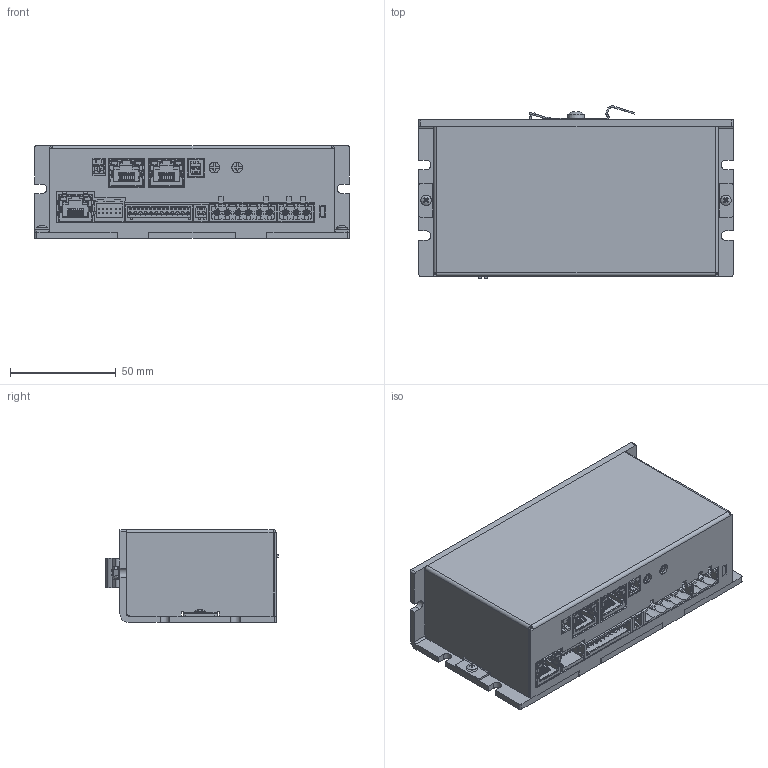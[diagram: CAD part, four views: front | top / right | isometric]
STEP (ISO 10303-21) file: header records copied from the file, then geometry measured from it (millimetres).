
FILE_DESCRIPTION(/* description */ (''),/* implementation_level */ '2;1');
FILE_NAME(/* name */ 'D-00003686.stp',/* time_stamp */ '2020-06-03T14:48:30+02:00',/* author */ ('angelika.schneid'),/* organization */ (''),/* preprocessor_version */ 'ST-DEVELOPER v17.2',/* originating_system */ 'Autodesk Inventor 2019',/* authorisation */ '');
FILE_SCHEMA (('AUTOMOTIVE_DESIGN { 1 0 10303 214 3 1 1 }'));
Products named in the file (1): D-00003686_Shrinkwrap_1
Bounding box: 149 x 81.7 x 44 mm (x, y, z)
Volume: 86395.8 mm3; surface area: 97978.9 mm2
Topology: 11 solids, 13 shells, 5674 faces, 14872 edges, 9404 vertices
Faces by surface type: plane 3872, cylinder 1190, bspline 504, cone 52, sphere 45, torus 11
Full cylindrical faces by diameter (mm): 0.457 x3, 0.75 x9, 1.2 x16, 1.6 x13, 2.013 x2, 2.75 x9, 3.242 x1, 3.65 x1, 4 x1, 4.2 x6, 5 x2
Entity records: 186793 total; most frequent: CARTESIAN_POINT 43610, ORIENTED_EDGE 29642, DIRECTION 26424, EDGE_CURVE 14833, LINE 11184, VECTOR 11184, VERTEX_POINT 9406, AXIS2_PLACEMENT_3D 7620
